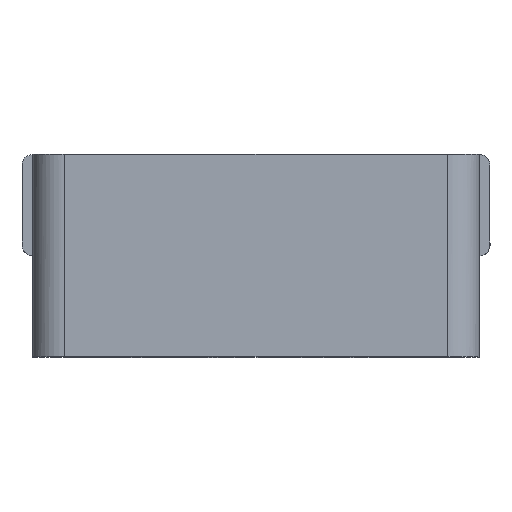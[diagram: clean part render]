
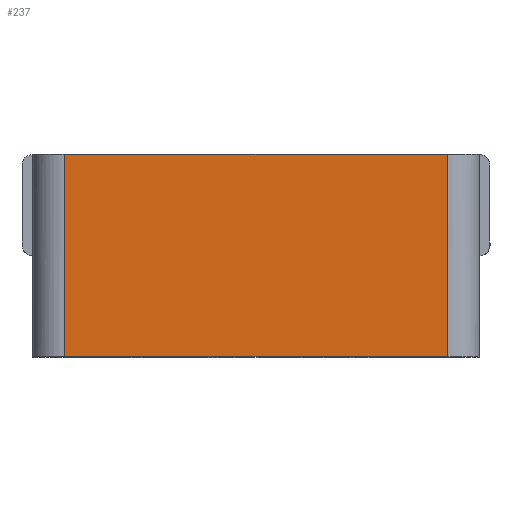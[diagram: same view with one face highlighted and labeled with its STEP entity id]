
A CAD part, top view. The second image highlights one B-rep face of the part: STEP entity #237.
In plain terms, the highlighted free-form (B-spline) face has degree [1, 1] with [2, 2] control points.
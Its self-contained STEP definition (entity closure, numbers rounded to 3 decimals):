
#237=ADVANCED_FACE('',(#459),#7625,.T.);
#459=FACE_OUTER_BOUND('',#685,.T.);
#685=EDGE_LOOP('',(#1698,#1699,#1700,#1701));
#1698=ORIENTED_EDGE('',*,*,#5400,.F.);
#1699=ORIENTED_EDGE('',*,*,#5408,.T.);
#1700=ORIENTED_EDGE('',*,*,#5409,.T.);
#1701=ORIENTED_EDGE('',*,*,#5410,.T.);
#3000=PCURVE('',#7624,#4152);
#3008=PCURVE('',#7625,#4160);
#3009=PCURVE('',#7625,#4161);
#3010=PCURVE('',#7625,#4162);
#3011=PCURVE('',#7625,#4163);
#3030=PCURVE('',#7628,#4182);
#3075=PCURVE('',#7472,#4227);
#3081=PCURVE('',#7474,#4233);
#4152=DEFINITIONAL_REPRESENTATION('',(#6799),#15331);
#4160=DEFINITIONAL_REPRESENTATION('',(#6810),#15331);
#4161=DEFINITIONAL_REPRESENTATION('',(#6812),#15331);
#4162=DEFINITIONAL_REPRESENTATION('',(#6814),#15331);
#4163=DEFINITIONAL_REPRESENTATION('',(#6816),#15331);
#4182=DEFINITIONAL_REPRESENTATION('',(#6842),#15331);
#4227=DEFINITIONAL_REPRESENTATION('',(#6901),#15331);
#4233=DEFINITIONAL_REPRESENTATION('',(#6907),#15331);
#4824=SURFACE_CURVE('',#6798,(#3000,#3008),.PCURVE_S1.);
#4832=SURFACE_CURVE('',#6811,(#3009,#3081),.PCURVE_S1.);
#4833=SURFACE_CURVE('',#6813,(#3010,#3030),.PCURVE_S1.);
#4834=SURFACE_CURVE('',#6815,(#3011,#3075),.PCURVE_S1.);
#5400=EDGE_CURVE('',#7380,#7381,#4824,.T.);
#5408=EDGE_CURVE('',#7380,#7388,#4832,.T.);
#5409=EDGE_CURVE('',#7388,#7389,#4833,.T.);
#5410=EDGE_CURVE('',#7389,#7381,#4834,.T.);
#6798=B_SPLINE_CURVE_WITH_KNOTS('',1,(#14456,#14457),.UNSPECIFIED.,.F.,
 .F.,(2,2),(0.,3.6),.UNSPECIFIED.);
#6799=B_SPLINE_CURVE_WITH_KNOTS('',1,(#14458,#14459),.UNSPECIFIED.,.F.,
 .F.,(2,2),(0.,3.6),.UNSPECIFIED.);
#6810=B_SPLINE_CURVE_WITH_KNOTS('',1,(#14492,#14493),.UNSPECIFIED.,.F.,
 .F.,(2,2),(0.,3.6),.UNSPECIFIED.);
#6811=B_SPLINE_CURVE_WITH_KNOTS('',1,(#14494,#14495),.UNSPECIFIED.,.F.,
 .F.,(2,2),(0.,1.9),.UNSPECIFIED.);
#6812=B_SPLINE_CURVE_WITH_KNOTS('',1,(#14496,#14497),.UNSPECIFIED.,.F.,
 .F.,(2,2),(0.,1.9),.UNSPECIFIED.);
#6813=B_SPLINE_CURVE_WITH_KNOTS('',1,(#14498,#14499),.UNSPECIFIED.,.F.,
 .F.,(2,2),(0.,3.6),.UNSPECIFIED.);
#6814=B_SPLINE_CURVE_WITH_KNOTS('',1,(#14500,#14501),.UNSPECIFIED.,.F.,
 .F.,(2,2),(0.,3.6),.UNSPECIFIED.);
#6815=B_SPLINE_CURVE_WITH_KNOTS('',1,(#14502,#14503),.UNSPECIFIED.,.F.,
 .F.,(2,2),(0.,1.9),.UNSPECIFIED.);
#6816=B_SPLINE_CURVE_WITH_KNOTS('',1,(#14504,#14505),.UNSPECIFIED.,.F.,
 .F.,(2,2),(0.,1.9),.UNSPECIFIED.);
#6842=B_SPLINE_CURVE_WITH_KNOTS('',1,(#14574,#14575),.UNSPECIFIED.,.F.,
 .F.,(2,2),(0.,3.6),.UNSPECIFIED.);
#6901=B_SPLINE_CURVE_WITH_KNOTS('',1,(#14698,#14699),.UNSPECIFIED.,.F.,
 .F.,(2,2),(0.,1.9),.UNSPECIFIED.);
#6907=B_SPLINE_CURVE_WITH_KNOTS('',1,(#14710,#14711),.UNSPECIFIED.,.F.,
 .F.,(2,2),(0.,1.9),.UNSPECIFIED.);
#7380=VERTEX_POINT('',#14396);
#7381=VERTEX_POINT('',#14397);
#7388=VERTEX_POINT('',#14404);
#7389=VERTEX_POINT('',#14405);
#7472=(
BOUNDED_SURFACE()
B_SPLINE_SURFACE(2,1,((#14316,#14317),(#14318,#14319),(#14320,#14321),(#14322,
#14323),(#14324,#14325),(#14326,#14327),(#14328,#14329),(#14330,#14331),
(#14332,#14333)),.UNSPECIFIED.,.T.,.F.,.F.)
B_SPLINE_SURFACE_WITH_KNOTS((3,2,2,2,3),(2,2),(0.,1.571,3.142,
4.712,6.283),(0.,2.28),.UNSPECIFIED.)
GEOMETRIC_REPRESENTATION_ITEM()
RATIONAL_B_SPLINE_SURFACE(((1.,1.),(0.707,0.707),
(1.,1.),(0.707,0.707),(1.,1.),(0.707,
0.707),(1.,1.),(0.707,0.707),(1.,1.)))
REPRESENTATION_ITEM('')
SURFACE()
);
#7474=(
BOUNDED_SURFACE()
B_SPLINE_SURFACE(2,1,((#14352,#14353),(#14354,#14355),(#14356,#14357),(#14358,
#14359),(#14360,#14361),(#14362,#14363),(#14364,#14365),(#14366,#14367),
(#14368,#14369)),.UNSPECIFIED.,.T.,.F.,.F.)
B_SPLINE_SURFACE_WITH_KNOTS((3,2,2,2,3),(2,2),(0.,1.571,3.142,
4.712,6.283),(0.,2.28),.UNSPECIFIED.)
GEOMETRIC_REPRESENTATION_ITEM()
RATIONAL_B_SPLINE_SURFACE(((1.,1.),(0.707,0.707),
(1.,1.),(0.707,0.707),(1.,1.),(0.707,
0.707),(1.,1.),(0.707,0.707),(1.,1.)))
REPRESENTATION_ITEM('')
SURFACE()
);
#7624=B_SPLINE_SURFACE_WITH_KNOTS('',1,1,((#14260,#14261),(#14262,#14263)),
 .UNSPECIFIED.,.F.,.F.,.F.,(2,2),(2,2),(-2.52,2.52),(-2.52,2.52),
 .UNSPECIFIED.);
#7625=B_SPLINE_SURFACE_WITH_KNOTS('',1,1,((#14264,#14265),(#14266,#14267)),
 .UNSPECIFIED.,.F.,.F.,.F.,(2,2),(2,2),(-1.19,1.09),(-2.16,2.16),
 .UNSPECIFIED.);
#7628=B_SPLINE_SURFACE_WITH_KNOTS('',1,1,((#14276,#14277),(#14278,#14279)),
 .UNSPECIFIED.,.F.,.F.,.F.,(2,2),(2,2),(-2.52,2.52),(-2.52,2.52),
 .UNSPECIFIED.);
#14260=CARTESIAN_POINT('',(-2.504,-0.002,8.402));
#14261=CARTESIAN_POINT('',(-2.504,-0.002,3.362));
#14262=CARTESIAN_POINT('',(2.536,-0.002,8.402));
#14263=CARTESIAN_POINT('',(2.536,-0.002,3.362));
#14264=CARTESIAN_POINT('',(-2.144,0.189,7.982));
#14265=CARTESIAN_POINT('',(2.176,0.189,7.982));
#14266=CARTESIAN_POINT('',(-2.144,-2.092,7.982));
#14267=CARTESIAN_POINT('',(2.176,-2.092,7.982));
#14276=CARTESIAN_POINT('',(2.536,-1.902,8.402));
#14277=CARTESIAN_POINT('',(2.536,-1.902,3.362));
#14278=CARTESIAN_POINT('',(-2.504,-1.902,8.402));
#14279=CARTESIAN_POINT('',(-2.504,-1.902,3.362));
#14316=CARTESIAN_POINT('',(1.816,-2.092,7.382));
#14317=CARTESIAN_POINT('',(1.816,0.189,7.382));
#14318=CARTESIAN_POINT('',(1.516,-2.092,7.382));
#14319=CARTESIAN_POINT('',(1.516,0.189,7.382));
#14320=CARTESIAN_POINT('',(1.516,-2.092,7.682));
#14321=CARTESIAN_POINT('',(1.516,0.189,7.682));
#14322=CARTESIAN_POINT('',(1.516,-2.092,7.982));
#14323=CARTESIAN_POINT('',(1.516,0.189,7.982));
#14324=CARTESIAN_POINT('',(1.816,-2.092,7.982));
#14325=CARTESIAN_POINT('',(1.816,0.189,7.982));
#14326=CARTESIAN_POINT('',(2.116,-2.092,7.982));
#14327=CARTESIAN_POINT('',(2.116,0.189,7.982));
#14328=CARTESIAN_POINT('',(2.116,-2.092,7.682));
#14329=CARTESIAN_POINT('',(2.116,0.189,7.682));
#14330=CARTESIAN_POINT('',(2.116,-2.092,7.382));
#14331=CARTESIAN_POINT('',(2.116,0.189,7.382));
#14332=CARTESIAN_POINT('',(1.816,-2.092,7.382));
#14333=CARTESIAN_POINT('',(1.816,0.189,7.382));
#14352=CARTESIAN_POINT('',(-1.784,-2.092,7.382));
#14353=CARTESIAN_POINT('',(-1.784,0.189,7.382));
#14354=CARTESIAN_POINT('',(-2.084,-2.092,7.382));
#14355=CARTESIAN_POINT('',(-2.084,0.189,7.382));
#14356=CARTESIAN_POINT('',(-2.084,-2.092,7.682));
#14357=CARTESIAN_POINT('',(-2.084,0.189,7.682));
#14358=CARTESIAN_POINT('',(-2.084,-2.092,7.982));
#14359=CARTESIAN_POINT('',(-2.084,0.189,7.982));
#14360=CARTESIAN_POINT('',(-1.784,-2.092,7.982));
#14361=CARTESIAN_POINT('',(-1.784,0.189,7.982));
#14362=CARTESIAN_POINT('',(-1.484,-2.092,7.982));
#14363=CARTESIAN_POINT('',(-1.484,0.189,7.982));
#14364=CARTESIAN_POINT('',(-1.484,-2.092,7.682));
#14365=CARTESIAN_POINT('',(-1.484,0.189,7.682));
#14366=CARTESIAN_POINT('',(-1.484,-2.092,7.382));
#14367=CARTESIAN_POINT('',(-1.484,0.189,7.382));
#14368=CARTESIAN_POINT('',(-1.784,-2.092,7.382));
#14369=CARTESIAN_POINT('',(-1.784,0.189,7.382));
#14396=CARTESIAN_POINT('',(-1.784,-0.002,7.982));
#14397=CARTESIAN_POINT('',(1.816,-0.002,7.982));
#14404=CARTESIAN_POINT('',(-1.784,-1.902,7.982));
#14405=CARTESIAN_POINT('',(1.816,-1.902,7.982));
#14456=CARTESIAN_POINT('',(-1.784,-0.002,7.982));
#14457=CARTESIAN_POINT('',(1.816,-0.002,7.982));
#14458=CARTESIAN_POINT('',(-1.8,-2.1));
#14459=CARTESIAN_POINT('',(1.8,-2.1));
#14492=CARTESIAN_POINT('',(-1.,-1.8));
#14493=CARTESIAN_POINT('',(-1.,1.8));
#14494=CARTESIAN_POINT('',(-1.784,-0.002,7.982));
#14495=CARTESIAN_POINT('',(-1.784,-1.902,7.982));
#14496=CARTESIAN_POINT('',(-1.,-1.8));
#14497=CARTESIAN_POINT('',(0.9,-1.8));
#14498=CARTESIAN_POINT('',(-1.784,-1.902,7.982));
#14499=CARTESIAN_POINT('',(1.816,-1.902,7.982));
#14500=CARTESIAN_POINT('',(0.9,-1.8));
#14501=CARTESIAN_POINT('',(0.9,1.8));
#14502=CARTESIAN_POINT('',(1.816,-1.902,7.982));
#14503=CARTESIAN_POINT('',(1.816,-0.002,7.982));
#14504=CARTESIAN_POINT('',(0.9,1.8));
#14505=CARTESIAN_POINT('',(-1.,1.8));
#14574=CARTESIAN_POINT('',(1.8,-2.1));
#14575=CARTESIAN_POINT('',(-1.8,-2.1));
#14698=CARTESIAN_POINT('',(3.142,0.19));
#14699=CARTESIAN_POINT('',(3.142,2.09));
#14710=CARTESIAN_POINT('',(3.142,2.09));
#14711=CARTESIAN_POINT('',(3.142,0.19));
#15331=(
GEOMETRIC_REPRESENTATION_CONTEXT(2)
PARAMETRIC_REPRESENTATION_CONTEXT()
REPRESENTATION_CONTEXT('pspace','')
);
